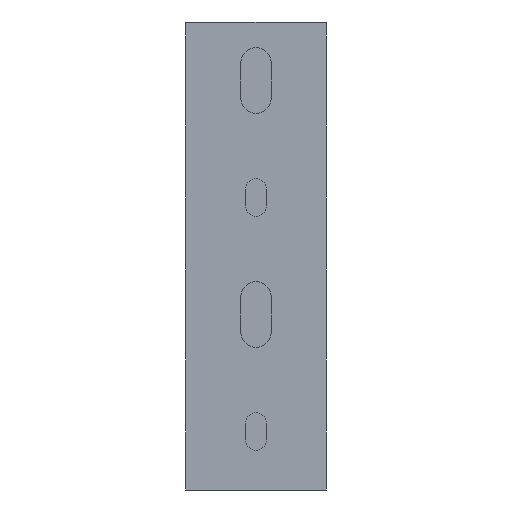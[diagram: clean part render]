
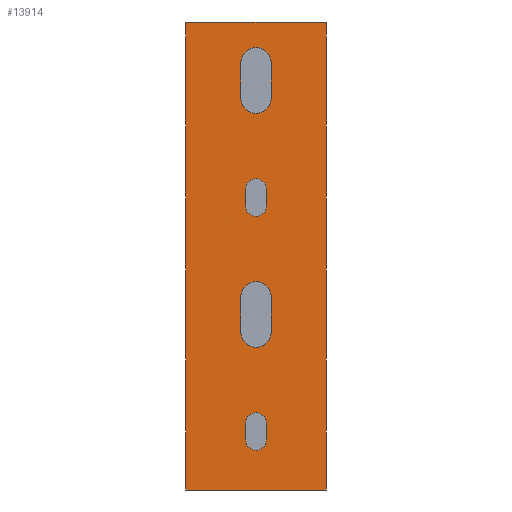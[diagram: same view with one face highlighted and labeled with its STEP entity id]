
A CAD part, front view. The second image highlights one B-rep face of the part: STEP entity #13914.
In plain terms, the highlighted planar face has unit normal (0, -1, 0).
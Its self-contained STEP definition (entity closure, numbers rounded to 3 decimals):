
#3862=DIRECTION('',(0.,0.,-1.));
#3863=VECTOR('',#3862,100.);
#3864=CARTESIAN_POINT('',(-15.,-1.3,0.));
#3865=LINE('',#3864,#3863);
#6890=DIRECTION('',(1.,0.,0.));
#6891=VECTOR('',#6890,30.);
#6892=CARTESIAN_POINT('',(-15.,-1.3,0.));
#6893=LINE('',#6892,#6891);
#6897=DIRECTION('',(0.,0.,-1.));
#6898=VECTOR('',#6897,100.);
#6899=CARTESIAN_POINT('',(15.,-1.3,0.));
#6900=LINE('',#6899,#6898);
#6904=DIRECTION('',(-1.,0.,0.));
#6905=VECTOR('',#6904,30.);
#6906=CARTESIAN_POINT('',(15.,-1.3,-100.));
#6907=LINE('',#6906,#6905);
#6911=DIRECTION('',(0.,0.,1.));
#6912=VECTOR('',#6911,7.5);
#6913=CARTESIAN_POINT('',(3.25,-1.3,-16.25));
#6914=LINE('',#6913,#6912);
#6918=DIRECTION('',(0.,0.,1.));
#6919=VECTOR('',#6918,7.5);
#6920=CARTESIAN_POINT('',(-3.25,-1.3,-16.25));
#6921=LINE('',#6920,#6919);
#6925=DIRECTION('',(0.,0.,1.));
#6926=VECTOR('',#6925,3.5);
#6927=CARTESIAN_POINT('',(2.25,-1.3,-39.25));
#6928=LINE('',#6927,#6926);
#6932=DIRECTION('',(0.,0.,1.));
#6933=VECTOR('',#6932,3.5);
#6934=CARTESIAN_POINT('',(-2.25,-1.3,-39.25));
#6935=LINE('',#6934,#6933);
#6939=DIRECTION('',(0.,0.,1.));
#6940=VECTOR('',#6939,7.5);
#6941=CARTESIAN_POINT('',(3.25,-1.3,-66.25));
#6942=LINE('',#6941,#6940);
#6946=DIRECTION('',(0.,0.,1.));
#6947=VECTOR('',#6946,7.5);
#6948=CARTESIAN_POINT('',(-3.25,-1.3,-66.25));
#6949=LINE('',#6948,#6947);
#6953=DIRECTION('',(0.,0.,1.));
#6954=VECTOR('',#6953,3.5);
#6955=CARTESIAN_POINT('',(2.25,-1.3,-89.25));
#6956=LINE('',#6955,#6954);
#6960=DIRECTION('',(0.,0.,1.));
#6961=VECTOR('',#6960,3.5);
#6962=CARTESIAN_POINT('',(-2.25,-1.3,-89.25));
#6963=LINE('',#6962,#6961);
#6967=CARTESIAN_POINT('',(0.,-1.3,-16.25));
#6968=DIRECTION('',(0.,1.,0.));
#6969=DIRECTION('',(1.,0.,0.));
#6970=AXIS2_PLACEMENT_3D('',#6967,#6968,#6969);
#7005=CARTESIAN_POINT('',(0.,-1.3,-8.75));
#7006=DIRECTION('',(0.,1.,0.));
#7007=DIRECTION('',(-1.,0.,0.));
#7008=AXIS2_PLACEMENT_3D('',#7005,#7006,#7007);
#7027=CARTESIAN_POINT('',(0.,-1.3,-39.25));
#7028=DIRECTION('',(0.,1.,0.));
#7029=DIRECTION('',(1.,0.,0.));
#7030=AXIS2_PLACEMENT_3D('',#7027,#7028,#7029);
#7065=CARTESIAN_POINT('',(0.,-1.3,-35.75));
#7066=DIRECTION('',(0.,1.,0.));
#7067=DIRECTION('',(-1.,0.,0.));
#7068=AXIS2_PLACEMENT_3D('',#7065,#7066,#7067);
#7087=CARTESIAN_POINT('',(0.,-1.3,-66.25));
#7088=DIRECTION('',(0.,1.,0.));
#7089=DIRECTION('',(1.,0.,0.));
#7090=AXIS2_PLACEMENT_3D('',#7087,#7088,#7089);
#7125=CARTESIAN_POINT('',(0.,-1.3,-58.75));
#7126=DIRECTION('',(0.,1.,0.));
#7127=DIRECTION('',(-1.,0.,0.));
#7128=AXIS2_PLACEMENT_3D('',#7125,#7126,#7127);
#7147=CARTESIAN_POINT('',(0.,-1.3,-89.25));
#7148=DIRECTION('',(0.,1.,0.));
#7149=DIRECTION('',(1.,0.,0.));
#7150=AXIS2_PLACEMENT_3D('',#7147,#7148,#7149);
#7185=CARTESIAN_POINT('',(0.,-1.3,-85.75));
#7186=DIRECTION('',(0.,1.,0.));
#7187=DIRECTION('',(-1.,0.,0.));
#7188=AXIS2_PLACEMENT_3D('',#7185,#7186,#7187);
#7228=CARTESIAN_POINT('',(-3.25,-1.3,-8.75));
#7229=CARTESIAN_POINT('',(3.25,-1.3,-8.75));
#7230=VERTEX_POINT('',#7228);
#7231=VERTEX_POINT('',#7229);
#7240=CARTESIAN_POINT('',(3.25,-1.3,-16.25));
#7241=CARTESIAN_POINT('',(-3.25,-1.3,-16.25));
#7242=VERTEX_POINT('',#7240);
#7243=VERTEX_POINT('',#7241);
#7244=CARTESIAN_POINT('',(-2.25,-1.3,-35.75));
#7245=CARTESIAN_POINT('',(2.25,-1.3,-35.75));
#7246=VERTEX_POINT('',#7244);
#7247=VERTEX_POINT('',#7245);
#7256=CARTESIAN_POINT('',(2.25,-1.3,-39.25));
#7257=CARTESIAN_POINT('',(-2.25,-1.3,-39.25));
#7258=VERTEX_POINT('',#7256);
#7259=VERTEX_POINT('',#7257);
#7260=CARTESIAN_POINT('',(-3.25,-1.3,-66.25));
#7261=CARTESIAN_POINT('',(-3.25,-1.3,-58.75));
#7262=VERTEX_POINT('',#7260);
#7263=VERTEX_POINT('',#7261);
#7264=CARTESIAN_POINT('',(-2.25,-1.3,-89.25));
#7265=CARTESIAN_POINT('',(-2.25,-1.3,-85.75));
#7266=VERTEX_POINT('',#7264);
#7267=VERTEX_POINT('',#7265);
#7276=CARTESIAN_POINT('',(3.25,-1.3,-66.25));
#7277=CARTESIAN_POINT('',(3.25,-1.3,-58.75));
#7278=VERTEX_POINT('',#7276);
#7279=VERTEX_POINT('',#7277);
#7280=CARTESIAN_POINT('',(2.25,-1.3,-89.25));
#7281=CARTESIAN_POINT('',(2.25,-1.3,-85.75));
#7282=VERTEX_POINT('',#7280);
#7283=VERTEX_POINT('',#7281);
#7548=CARTESIAN_POINT('',(-15.,-1.3,0.));
#7549=CARTESIAN_POINT('',(-15.,-1.3,-100.));
#7550=VERTEX_POINT('',#7548);
#7551=VERTEX_POINT('',#7549);
#7552=CARTESIAN_POINT('',(15.,-1.3,0.));
#7553=CARTESIAN_POINT('',(15.,-1.3,-100.));
#7554=VERTEX_POINT('',#7552);
#7555=VERTEX_POINT('',#7553);
#13863=CARTESIAN_POINT('',(-15.,-1.3,0.));
#13864=DIRECTION('',(0.,-1.,0.));
#13865=DIRECTION('',(1.,0.,0.));
#13866=AXIS2_PLACEMENT_3D('',#13863,#13864,#13865);
#13867=PLANE('',#13866);
#13868=ORIENTED_EDGE('',*,*,#8549,.T.);
#13869=ORIENTED_EDGE('',*,*,#8607,.T.);
#13870=ORIENTED_EDGE('',*,*,#11235,.T.);
#13871=ORIENTED_EDGE('',*,*,#11496,.F.);
#13872=EDGE_LOOP('',(#13868,#13869,#13870,#13871));
#13873=FACE_OUTER_BOUND('',#13872,.F.);
#13875=ORIENTED_EDGE('',*,*,#13874,.F.);
#13877=ORIENTED_EDGE('',*,*,#13876,.T.);
#13879=ORIENTED_EDGE('',*,*,#13878,.F.);
#13881=ORIENTED_EDGE('',*,*,#13880,.F.);
#13882=EDGE_LOOP('',(#13875,#13877,#13879,#13881));
#13883=FACE_BOUND('',#13882,.F.);
#13885=ORIENTED_EDGE('',*,*,#13884,.F.);
#13887=ORIENTED_EDGE('',*,*,#13886,.T.);
#13889=ORIENTED_EDGE('',*,*,#13888,.F.);
#13891=ORIENTED_EDGE('',*,*,#13890,.F.);
#13892=EDGE_LOOP('',(#13885,#13887,#13889,#13891));
#13893=FACE_BOUND('',#13892,.F.);
#13895=ORIENTED_EDGE('',*,*,#13894,.F.);
#13897=ORIENTED_EDGE('',*,*,#13896,.T.);
#13899=ORIENTED_EDGE('',*,*,#13898,.F.);
#13901=ORIENTED_EDGE('',*,*,#13900,.F.);
#13902=EDGE_LOOP('',(#13895,#13897,#13899,#13901));
#13903=FACE_BOUND('',#13902,.F.);
#13905=ORIENTED_EDGE('',*,*,#13904,.F.);
#13907=ORIENTED_EDGE('',*,*,#13906,.T.);
#13909=ORIENTED_EDGE('',*,*,#13908,.F.);
#13911=ORIENTED_EDGE('',*,*,#13910,.F.);
#13912=EDGE_LOOP('',(#13905,#13907,#13909,#13911));
#13913=FACE_BOUND('',#13912,.F.);
#6971=CIRCLE('',#6970,3.25);
#7009=CIRCLE('',#7008,3.25);
#7031=CIRCLE('',#7030,2.25);
#7069=CIRCLE('',#7068,2.25);
#7091=CIRCLE('',#7090,3.25);
#7129=CIRCLE('',#7128,3.25);
#7151=CIRCLE('',#7150,2.25);
#7189=CIRCLE('',#7188,2.25);
#8549=EDGE_CURVE('',#7550,#7554,#6893,.T.);
#8607=EDGE_CURVE('',#7554,#7555,#6900,.T.);
#11235=EDGE_CURVE('',#7555,#7551,#6907,.T.);
#11496=EDGE_CURVE('',#7550,#7551,#3865,.T.);
#13874=EDGE_CURVE('',#7242,#7243,#6971,.T.);
#13876=EDGE_CURVE('',#7242,#7231,#6914,.T.);
#13878=EDGE_CURVE('',#7230,#7231,#7009,.T.);
#13880=EDGE_CURVE('',#7243,#7230,#6921,.T.);
#13884=EDGE_CURVE('',#7258,#7259,#7031,.T.);
#13886=EDGE_CURVE('',#7258,#7247,#6928,.T.);
#13888=EDGE_CURVE('',#7246,#7247,#7069,.T.);
#13890=EDGE_CURVE('',#7259,#7246,#6935,.T.);
#13894=EDGE_CURVE('',#7278,#7262,#7091,.T.);
#13896=EDGE_CURVE('',#7278,#7279,#6942,.T.);
#13898=EDGE_CURVE('',#7263,#7279,#7129,.T.);
#13900=EDGE_CURVE('',#7262,#7263,#6949,.T.);
#13904=EDGE_CURVE('',#7282,#7266,#7151,.T.);
#13906=EDGE_CURVE('',#7282,#7283,#6956,.T.);
#13908=EDGE_CURVE('',#7267,#7283,#7189,.T.);
#13910=EDGE_CURVE('',#7266,#7267,#6963,.T.);
#13914=ADVANCED_FACE('',(#13873,#13883,#13893,#13903,#13913),#13867,.T.);
